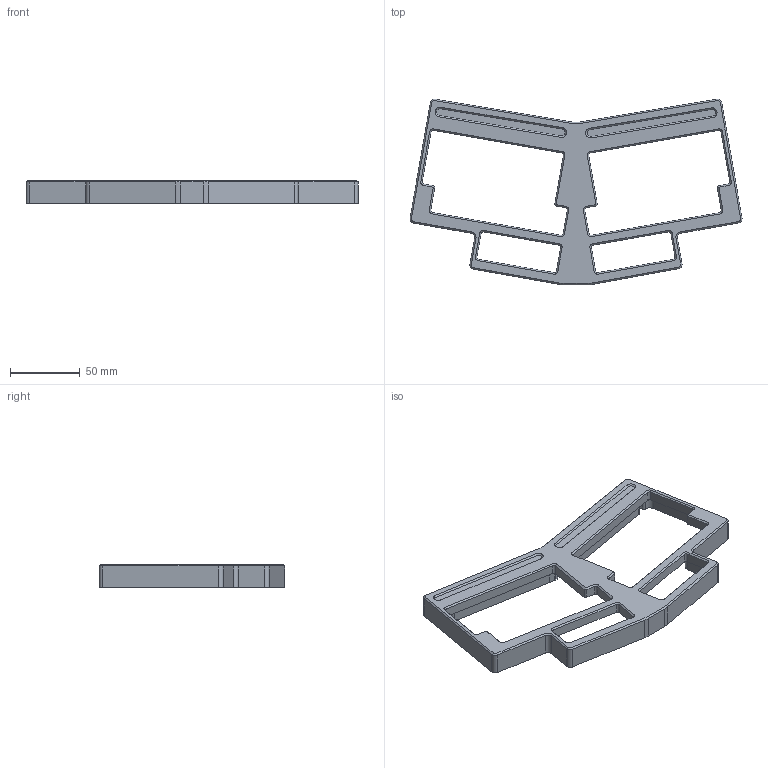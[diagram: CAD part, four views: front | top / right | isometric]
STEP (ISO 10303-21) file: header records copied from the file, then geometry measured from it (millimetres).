
FILE_DESCRIPTION(/* description */ (''),/* implementation_level */ '2;1');
FILE_NAME(/* name */ 'AlphaStag_Case-Top.step',/* time_stamp */ '2023-01-19T08:49:42-08:00',/* author */ (''),/* organization */ (''),/* preprocessor_version */ 'ST-DEVELOPER v19.2',/* originating_system */ 'Autodesk Translation Framework v11.17.0.187',/* authorisation */ '');
FILE_SCHEMA (('AUTOMOTIVE_DESIGN { 1 0 10303 214 3 1 1 }'));
Length unit declared in the file: millimetre
Products named in the file (1): AlphaStag
Bounding box: 237.5 x 132.85 x 16.4 mm (x, y, z)
Volume: 134371.7 mm3; surface area: 45136 mm2
Topology: 1 solids, 1 shells, 228 faces, 588 edges, 365 vertices
Faces by surface type: plane 100, cylinder 78, cone 50
Full cylindrical faces by diameter (mm): 2.075 x11
Entity records: 6894 total; most frequent: DIRECTION 1234, CARTESIAN_POINT 1171, ORIENTED_EDGE 1154, EDGE_CURVE 577, AXIS2_PLACEMENT_3D 428, LINE 378, VECTOR 378, VERTEX_POINT 365
